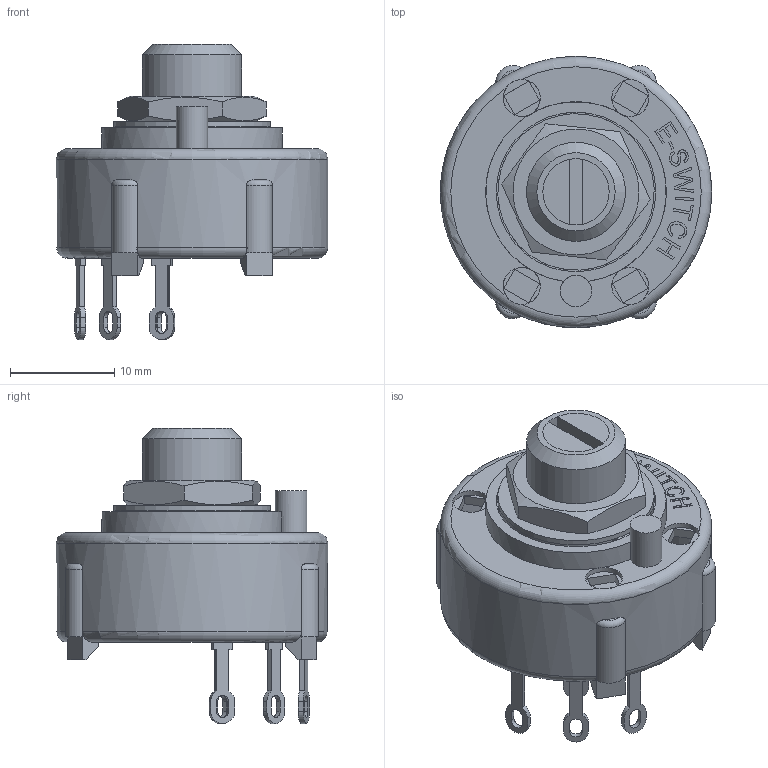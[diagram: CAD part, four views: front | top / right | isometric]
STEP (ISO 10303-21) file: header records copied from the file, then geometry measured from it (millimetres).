
FILE_DESCRIPTION(/* description */ (''),/* implementation_level */ '2;1');
FILE_NAME(/* name */ 'KC13D0.001NLx.stp',/* time_stamp */ '2025-05-21T14:23:18-05:00',/* author */ ('mroman'),/* organization */ (''),/* preprocessor_version */ 'ST-DEVELOPER v18.1',/* originating_system */ 'Autodesk Inventor 2022',/* authorisation */ '');
FILE_SCHEMA (('AUTOMOTIVE_DESIGN { 1 0 10303 214 3 1 1 }'));
Length unit declared in the file: centimetre
Products named in the file (1): KC13D0.001NLx
Bounding box: 26 x 26 x 28.31 mm (x, y, z)
Volume: 3053.4 mm3; surface area: 4496.7 mm2
Topology: 1 solids, 2 shells, 671 faces, 1821 edges, 1184 vertices
Faces by surface type: plane 443, bspline 164, cylinder 48, torus 13, cone 3
Full cylindrical faces by diameter (mm): 3 x1, 3.55 x4, 9.5 x2, 10.25 x1, 10.312 x1, 15 x1, 15.3 x1, 24 x1, 26 x1
Entity records: 22144 total; most frequent: CARTESIAN_POINT 6163, ORIENTED_EDGE 3642, DIRECTION 2629, EDGE_CURVE 1821, LINE 1297, VECTOR 1297, VERTEX_POINT 1184, EDGE_LOOP 775
